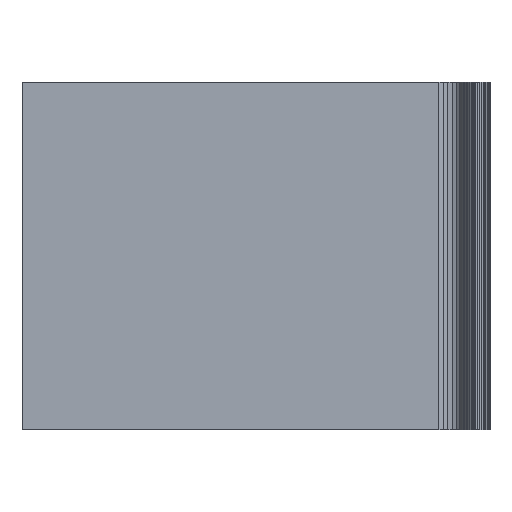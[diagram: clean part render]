
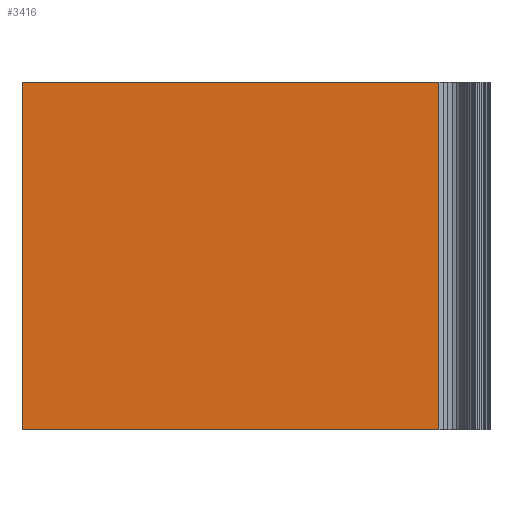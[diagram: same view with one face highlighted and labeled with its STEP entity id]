
A CAD part, front view. The second image highlights one B-rep face of the part: STEP entity #3416.
In plain terms, the highlighted planar face has unit normal (0, -1, 0).
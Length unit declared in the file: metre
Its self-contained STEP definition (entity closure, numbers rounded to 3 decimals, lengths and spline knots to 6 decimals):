
#360=ORIENTED_EDGE('',*,*,#1170,.T.);
#361=ORIENTED_EDGE('',*,*,#1359,.F.);
#362=ORIENTED_EDGE('',*,*,#1186,.F.);
#363=ORIENTED_EDGE('',*,*,#1358,.T.);
#1170=EDGE_CURVE('',#1677,#1676,#2008,.T.);
#1186=EDGE_CURVE('',#1692,#1693,#2024,.T.);
#1358=EDGE_CURVE('',#1692,#1677,#2196,.T.);
#1359=EDGE_CURVE('',#1693,#1676,#2197,.T.);
#1676=VERTEX_POINT('',#4925);
#1677=VERTEX_POINT('',#4927);
#1692=VERTEX_POINT('',#4958);
#1693=VERTEX_POINT('',#4960);
#2008=LINE('',#4926,#2514);
#2024=LINE('',#4959,#2530);
#2196=LINE('',#5304,#2702);
#2197=LINE('',#5306,#2703);
#2514=VECTOR('',#3921,1.);
#2530=VECTOR('',#3939,1.);
#2702=VECTOR('',#4127,1.);
#2703=VECTOR('',#4130,1.);
#2886=EDGE_LOOP('',(#360,#361,#362,#363));
#3064=FACE_BOUND('',#2886,.T.);
#3240=PLANE('',#3605);
#3416=ADVANCED_FACE('',(#3064),#3240,.F.);
#3605=AXIS2_PLACEMENT_3D('',#5305,#4128,#4129);
#3921=DIRECTION('',(1.,0.,0.));
#3939=DIRECTION('',(1.,0.,0.));
#4127=DIRECTION('',(0.,0.,-1.));
#4128=DIRECTION('',(0.,1.,0.));
#4129=DIRECTION('',(-1.,0.,0.));
#4130=DIRECTION('',(0.,0.,-1.));
#4925=CARTESIAN_POINT('',(-0.002205,-0.0075,0.));
#4926=CARTESIAN_POINT('',(-0.017205,-0.0075,0.));
#4927=CARTESIAN_POINT('',(-0.032205,-0.0075,0.));
#4958=CARTESIAN_POINT('',(-0.032205,-0.0075,0.025));
#4959=CARTESIAN_POINT('',(-0.017205,-0.0075,0.025));
#4960=CARTESIAN_POINT('',(-0.002205,-0.0075,0.025));
#5304=CARTESIAN_POINT('',(-0.032205,-0.0075,0.025));
#5305=CARTESIAN_POINT('',(-0.017205,-0.0075,0.025));
#5306=CARTESIAN_POINT('',(-0.002205,-0.0075,0.025));
